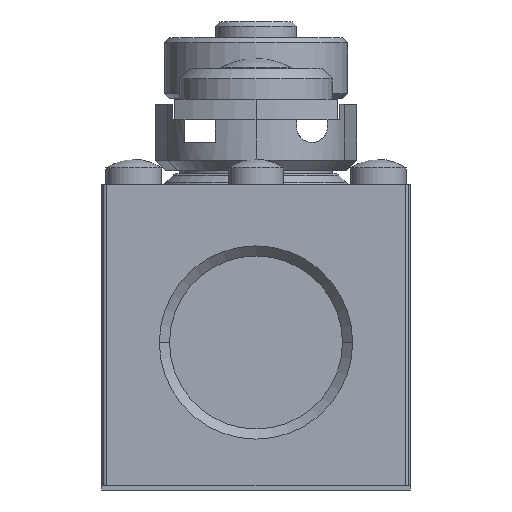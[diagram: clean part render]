
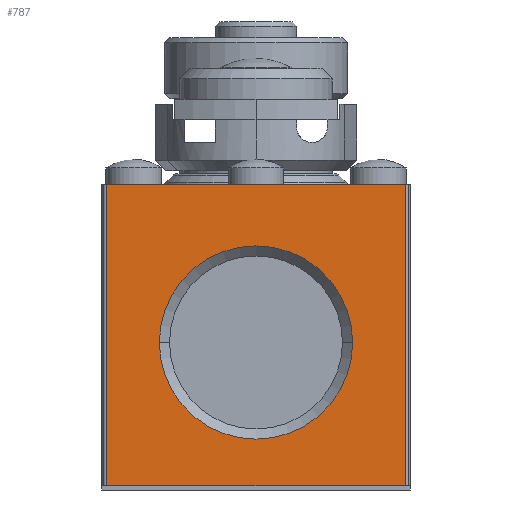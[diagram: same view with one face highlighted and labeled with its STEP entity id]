
A CAD part, front view. The second image highlights one B-rep face of the part: STEP entity #787.
In plain terms, the highlighted planar face has unit normal (0, -1, 0).
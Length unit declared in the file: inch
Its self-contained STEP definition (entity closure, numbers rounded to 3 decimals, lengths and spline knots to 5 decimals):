
#107 = CARTESIAN_POINT ( 'NONE',  ( 0.57677, -2.14567, 0.01575 ) ) ;
#287 = EDGE_CURVE ( 'NONE', #9386, #13180, #9861, .T. ) ;
#355 = VECTOR ( 'NONE', #6384, 39.37008 ) ;
#787 = ADVANCED_FACE ( 'NONE', ( #1731, #12479 ), #9545, .T. ) ;
#1024 = LINE ( 'NONE', #2041, #4327 ) ;
#1049 = DIRECTION ( 'NONE',  ( -1., 0., 0. ) ) ;
#1294 = ORIENTED_EDGE ( 'NONE', *, *, #9865, .T. ) ;
#1441 = CARTESIAN_POINT ( 'NONE',  ( 0.47244, -2.14567, 1.1811 ) ) ;
#1690 = LINE ( 'NONE', #13688, #355 ) ;
#1731 = FACE_BOUND ( 'NONE', #7198, .T. ) ;
#2041 = CARTESIAN_POINT ( 'NONE',  ( -0.47244, -2.14567, 1.1811 ) ) ;
#2182 = DIRECTION ( 'NONE',  ( -1., 0., 0. ) ) ;
#2224 = CARTESIAN_POINT ( 'NONE',  ( 0.57677, -2.14567, 1.1811 ) ) ;
#2432 = LINE ( 'NONE', #2691, #7702 ) ;
#2670 = CARTESIAN_POINT ( 'NONE',  ( -0.37402, -2.14567, 0.57087 ) ) ;
#2691 = CARTESIAN_POINT ( 'NONE',  ( 0.57677, -2.14567, 1.1811 ) ) ;
#3163 = CIRCLE ( 'NONE', #3302, 0.37402 ) ;
#3237 = DIRECTION ( 'NONE',  ( 0., -1., 0. ) ) ;
#3271 = EDGE_CURVE ( 'NONE', #6816, #4106, #1690, .T. ) ;
#3302 = AXIS2_PLACEMENT_3D ( 'NONE', #8873, #8775, #7756 ) ;
#3364 = VERTEX_POINT ( 'NONE', #11977 ) ;
#4106 = VERTEX_POINT ( 'NONE', #11892 ) ;
#4327 = VECTOR ( 'NONE', #1049, 39.37008 ) ;
#4432 = VERTEX_POINT ( 'NONE', #6555 ) ;
#4593 = EDGE_CURVE ( 'NONE', #4432, #13180, #2432, .T. ) ;
#4836 = CARTESIAN_POINT ( 'NONE',  ( 0., -2.14567, 0.57087 ) ) ;
#5206 = EDGE_CURVE ( 'NONE', #4432, #6816, #8519, .T. ) ;
#5219 = DIRECTION ( 'NONE',  ( 0., 0., -1. ) ) ;
#5600 = ORIENTED_EDGE ( 'NONE', *, *, #5206, .T. ) ;
#6090 = ORIENTED_EDGE ( 'NONE', *, *, #13429, .F. ) ;
#6384 = DIRECTION ( 'NONE',  ( -1., 0., 0. ) ) ;
#6555 = CARTESIAN_POINT ( 'NONE',  ( 0.57677, -2.14567, 1.1811 ) ) ;
#6659 = ORIENTED_EDGE ( 'NONE', *, *, #3271, .T. ) ;
#6816 = VERTEX_POINT ( 'NONE', #1441 ) ;
#6912 = DIRECTION ( 'NONE',  ( 1., 0., 0. ) ) ;
#6913 = ORIENTED_EDGE ( 'NONE', *, *, #8002, .T. ) ;
#7198 = EDGE_LOOP ( 'NONE', ( #9138, #1294 ) ) ;
#7214 = VECTOR ( 'NONE', #9111, 39.37008 ) ;
#7609 = ORIENTED_EDGE ( 'NONE', *, *, #287, .T. ) ;
#7692 = CARTESIAN_POINT ( 'NONE',  ( -0.57677, -2.14567, 1.1811 ) ) ;
#7702 = VECTOR ( 'NONE', #10065, 39.37008 ) ;
#7756 = DIRECTION ( 'NONE',  ( 1., 0., 0. ) ) ;
#8002 = EDGE_CURVE ( 'NONE', #4106, #10316, #1024, .T. ) ;
#8459 = CARTESIAN_POINT ( 'NONE',  ( 0.59646, -2.14567, 0. ) ) ;
#8519 = LINE ( 'NONE', #2224, #13506 ) ;
#8535 = EDGE_CURVE ( 'NONE', #3364, #11421, #3163, .T. ) ;
#8681 = AXIS2_PLACEMENT_3D ( 'NONE', #8459, #3237, #5219 ) ;
#8775 = DIRECTION ( 'NONE',  ( 0., 1., 0. ) ) ;
#8873 = CARTESIAN_POINT ( 'NONE',  ( 0., -2.14567, 0.57087 ) ) ;
#9049 = CARTESIAN_POINT ( 'NONE',  ( -0.57677, -2.14567, 0.01575 ) ) ;
#9111 = DIRECTION ( 'NONE',  ( 0., 0., 1. ) ) ;
#9138 = ORIENTED_EDGE ( 'NONE', *, *, #8535, .T. ) ;
#9386 = VERTEX_POINT ( 'NONE', #9049 ) ;
#9504 = CIRCLE ( 'NONE', #10026, 0.37402 ) ;
#9545 = PLANE ( 'NONE',  #8681 ) ;
#9861 = LINE ( 'NONE', #12258, #10192 ) ;
#9865 = EDGE_CURVE ( 'NONE', #11421, #3364, #9504, .T. ) ;
#10026 = AXIS2_PLACEMENT_3D ( 'NONE', #4836, #11128, #6912 ) ;
#10065 = DIRECTION ( 'NONE',  ( 0., 0., -1. ) ) ;
#10192 = VECTOR ( 'NONE', #12351, 39.37008 ) ;
#10316 = VERTEX_POINT ( 'NONE', #7692 ) ;
#11128 = DIRECTION ( 'NONE',  ( 0., 1., 0. ) ) ;
#11247 = CARTESIAN_POINT ( 'NONE',  ( -0.57677, -2.14567, 0.01575 ) ) ;
#11421 = VERTEX_POINT ( 'NONE', #2670 ) ;
#11761 = EDGE_LOOP ( 'NONE', ( #7609, #12020, #5600, #6659, #6913, #6090 ) ) ;
#11892 = CARTESIAN_POINT ( 'NONE',  ( -0.47244, -2.14567, 1.1811 ) ) ;
#11977 = CARTESIAN_POINT ( 'NONE',  ( 0.37402, -2.14567, 0.57087 ) ) ;
#12020 = ORIENTED_EDGE ( 'NONE', *, *, #4593, .F. ) ;
#12258 = CARTESIAN_POINT ( 'NONE',  ( -0.57677, -2.14567, 0.01575 ) ) ;
#12351 = DIRECTION ( 'NONE',  ( 1., 0., 0. ) ) ;
#12479 = FACE_OUTER_BOUND ( 'NONE', #11761, .T. ) ;
#12829 = LINE ( 'NONE', #11247, #7214 ) ;
#13180 = VERTEX_POINT ( 'NONE', #107 ) ;
#13429 = EDGE_CURVE ( 'NONE', #9386, #10316, #12829, .T. ) ;
#13506 = VECTOR ( 'NONE', #2182, 39.37008 ) ;
#13688 = CARTESIAN_POINT ( 'NONE',  ( 0.47244, -2.14567, 1.1811 ) ) ;
